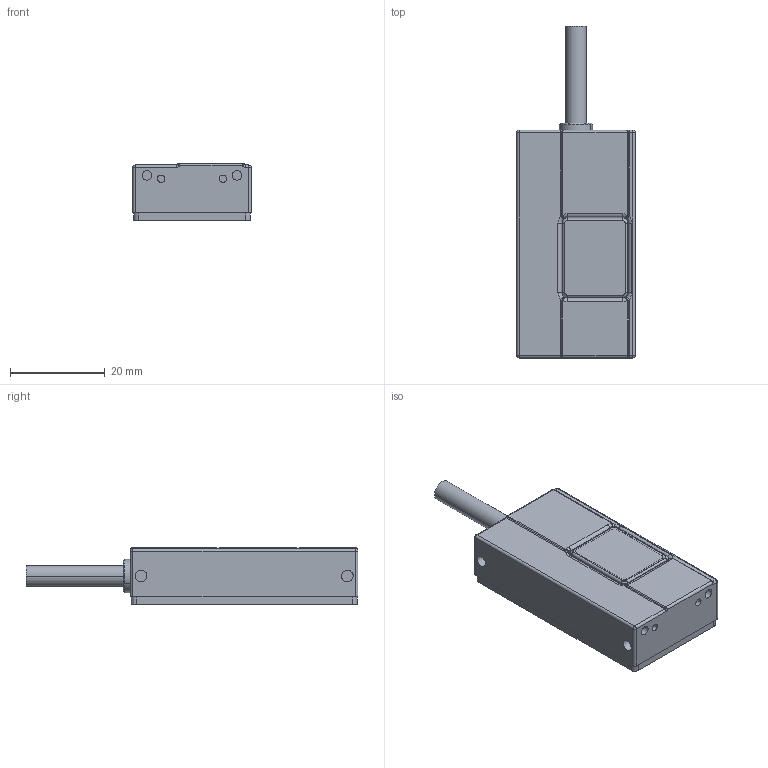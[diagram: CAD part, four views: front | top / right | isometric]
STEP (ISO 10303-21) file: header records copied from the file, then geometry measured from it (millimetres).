
FILE_DESCRIPTION(('CATIA V5 STEP'),'2;1');
FILE_NAME('PL101.stp','2017-09-01T01:16:13+00:00',('none'),('none'),'CATIA Version 5 Release 19 SP 6 (IN-10)','CATIA V5 STEP AP214','none');
FILE_SCHEMA(('AUTOMOTIVE_DESIGN { 1 0 10303 214 1 1 1 1 }'));
Length unit declared in the file: millimetre
Products named in the file (1): PL101_HeadUnit
Bounding box: 25 x 70 x 12 mm (x, y, z)
Volume: 14320 mm3; surface area: 5105.4 mm2
Topology: 1 solids, 6 shells, 290 faces, 744 edges, 474 vertices
Faces by surface type: cylinder 122, plane 109, torus 20, cone 19, bspline 16, sphere 4
Entity records: 9829 total; most frequent: CARTESIAN_POINT 3310, ORIENTED_EDGE 1464, DIRECTION 1066, EDGE_CURVE 732, AXIS2_PLACEMENT_3D 489, VERTEX_POINT 474, VECTOR 371, LINE 371
